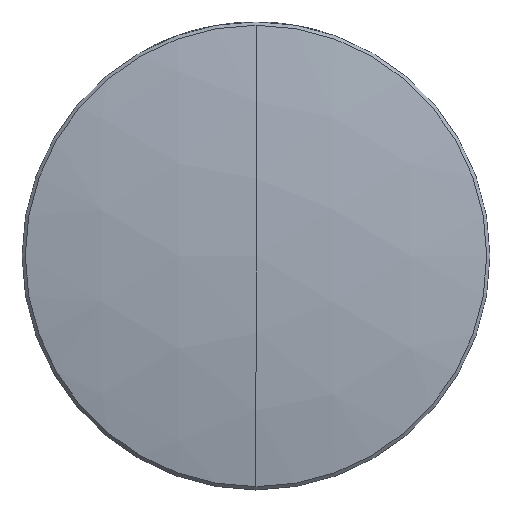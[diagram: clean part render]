
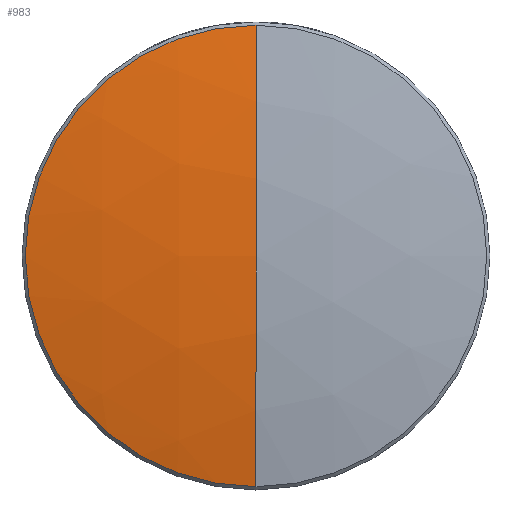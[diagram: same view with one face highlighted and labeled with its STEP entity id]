
A CAD part, top view. The second image highlights one B-rep face of the part: STEP entity #983.
In plain terms, the highlighted spherical face has radius 64.38 mm.
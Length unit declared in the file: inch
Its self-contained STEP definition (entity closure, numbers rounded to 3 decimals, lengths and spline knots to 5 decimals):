
#34 = VERTEX_POINT ( 'NONE', #885 ) ;
#75 = ORIENTED_EDGE ( 'NONE', *, *, #896, .T. ) ;
#157 = CARTESIAN_POINT ( 'NONE',  ( 0., 0., 0.01576 ) ) ;
#283 = DIRECTION ( 'NONE',  ( -1., 0., 0. ) ) ;
#339 = FACE_OUTER_BOUND ( 'NONE', #1394, .T. ) ;
#411 = CIRCLE ( 'NONE', #2502, 2.53465 ) ;
#577 = VERTEX_POINT ( 'NONE', #1777 ) ;
#596 = EDGE_CURVE ( 'NONE', #2260, #34, #2433, .T. ) ;
#648 = VERTEX_POINT ( 'NONE', #1416 ) ;
#778 = EDGE_CURVE ( 'NONE', #2260, #577, #2058, .T. ) ;
#885 = CARTESIAN_POINT ( 'NONE',  ( 0., 0., 0.06417 ) ) ;
#896 = EDGE_CURVE ( 'NONE', #577, #648, #2780, .T. ) ;
#966 = AXIS2_PLACEMENT_3D ( 'NONE', #2679, #1124, #1134 ) ;
#978 = DIRECTION ( 'NONE',  ( 1., 0., 0. ) ) ;
#981 = DIRECTION ( 'NONE',  ( -1., 0., 0. ) ) ;
#983 = ADVANCED_FACE ( 'NONE', ( #339 ), #1186, .T. ) ;
#1028 = AXIS2_PLACEMENT_3D ( 'NONE', #157, #1096, #1061 ) ;
#1061 = DIRECTION ( 'NONE',  ( 1., 0., 0. ) ) ;
#1096 = DIRECTION ( 'NONE',  ( 0., 0., 1. ) ) ;
#1124 = DIRECTION ( 'NONE',  ( 1., 0., 0. ) ) ;
#1134 = DIRECTION ( 'NONE',  ( 0., 0., -1. ) ) ;
#1151 = CARTESIAN_POINT ( 'NONE',  ( 0., 0., 0.01576 ) ) ;
#1186 = SPHERICAL_SURFACE ( 'NONE', #2269, 2.53465 ) ;
#1300 = EDGE_CURVE ( 'NONE', #648, #34, #411, .T. ) ;
#1390 = DIRECTION ( 'NONE',  ( 0., 0., 1. ) ) ;
#1394 = EDGE_LOOP ( 'NONE', ( #1857, #75, #2131, #1988 ) ) ;
#1416 = CARTESIAN_POINT ( 'NONE',  ( 0., -0.49304, 0.01576 ) ) ;
#1582 = AXIS2_PLACEMENT_3D ( 'NONE', #1151, #1390, #978 ) ;
#1646 = CARTESIAN_POINT ( 'NONE',  ( 0., 0., -2.47047 ) ) ;
#1777 = CARTESIAN_POINT ( 'NONE',  ( -0.49304, 0., 0.01576 ) ) ;
#1857 = ORIENTED_EDGE ( 'NONE', *, *, #778, .T. ) ;
#1859 = CARTESIAN_POINT ( 'NONE',  ( 0., 0.49304, 0.01576 ) ) ;
#1988 = ORIENTED_EDGE ( 'NONE', *, *, #596, .F. ) ;
#2058 = CIRCLE ( 'NONE', #1582, 0.49304 ) ;
#2117 = DIRECTION ( 'NONE',  ( 0., 1., 0. ) ) ;
#2131 = ORIENTED_EDGE ( 'NONE', *, *, #1300, .T. ) ;
#2260 = VERTEX_POINT ( 'NONE', #1859 ) ;
#2269 = AXIS2_PLACEMENT_3D ( 'NONE', #1646, #283, #2117 ) ;
#2304 = CARTESIAN_POINT ( 'NONE',  ( 0., 0., -2.47047 ) ) ;
#2433 = CIRCLE ( 'NONE', #966, 2.53465 ) ;
#2502 = AXIS2_PLACEMENT_3D ( 'NONE', #2304, #981, #2751 ) ;
#2679 = CARTESIAN_POINT ( 'NONE',  ( 0., 0., -2.47047 ) ) ;
#2751 = DIRECTION ( 'NONE',  ( 0., -1., 0. ) ) ;
#2780 = CIRCLE ( 'NONE', #1028, 0.49304 ) ;
